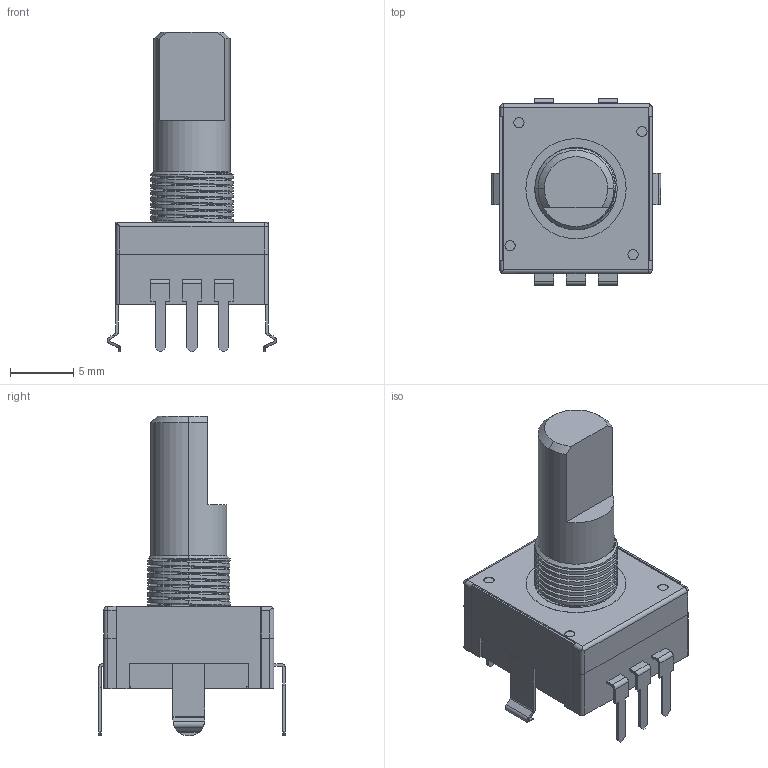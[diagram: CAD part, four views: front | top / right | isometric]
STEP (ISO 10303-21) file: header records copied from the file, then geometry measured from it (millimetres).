
FILE_DESCRIPTION (( 'STEP AP214' ), '1' );
FILE_NAME ('SW-TH_5P-L12.5-W13.4-P2.50-LS14.5.step', '2022-07-26T16:22:22', ( '' ), ( '' ), 'SwSTEP 2.0', 'SolidWorks 2020', '' );
FILE_SCHEMA (( 'AUTOMOTIVE_DESIGN' ));
Length unit declared in the file: millimetre
Products named in the file (1): SW-TH_5P-L12.5-W13.4-P2.50-LS14.5
Bounding box: 13.36 x 14.7 x 25.2 mm (x, y, z)
Volume: 1448.5 mm3; surface area: 1617.1 mm2
Topology: 16 solids, 16 shells, 544 faces, 1462 edges, 967 vertices
Faces by surface type: plane 354, bspline 114, cylinder 69, cone 5, sphere 2
Entity records: 25083 total; most frequent: CARTESIAN_POINT 6284, ORIENTED_EDGE 2918, DIRECTION 2110, EDGE_CURVE 1459, VECTOR 1058, LINE 1058, VERTEX_POINT 965, EDGE_LOOP 576
